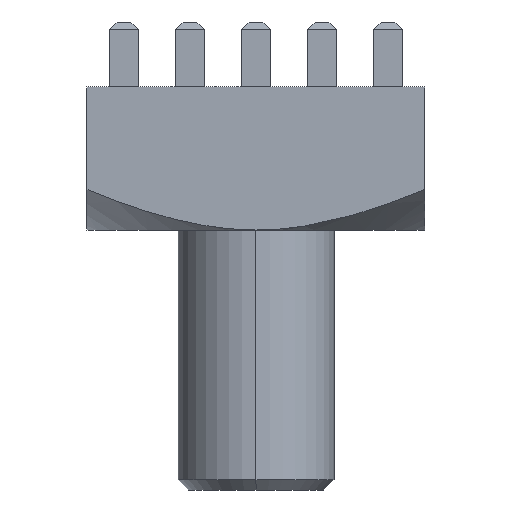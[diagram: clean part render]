
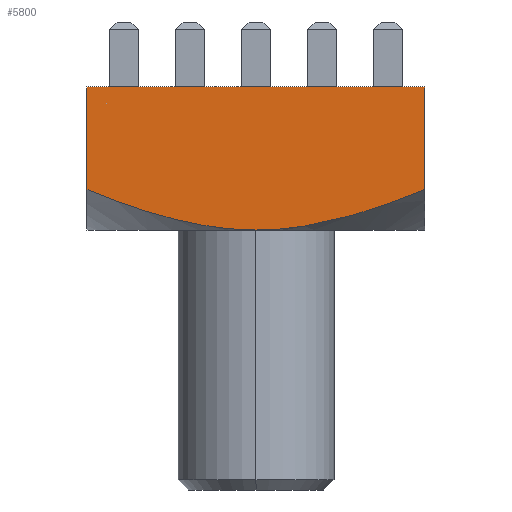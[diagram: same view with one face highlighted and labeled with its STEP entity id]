
A CAD part, left-side view. The second image highlights one B-rep face of the part: STEP entity #5800.
In plain terms, the highlighted planar face has unit normal (-1, 0, 0).
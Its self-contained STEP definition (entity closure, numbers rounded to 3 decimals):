
#1660 = CARTESIAN_POINT ( 'NONE',  ( -6.5, -6.5, 5.5 ) ) ;
#1675 = FACE_OUTER_BOUND ( 'NONE', #4899, .T. ) ;
#1677 = PLANE ( 'NONE',  #6423 ) ;
#1682 = DIRECTION ( 'NONE',  ( 1., 0., 0. ) ) ;
#1684 = DIRECTION ( 'NONE',  ( 0., 0., -1. ) ) ;
#2229 = VERTEX_POINT ( 'NONE', #6272 ) ;
#2237 = VERTEX_POINT ( 'NONE', #6280 ) ;
#2238 = VERTEX_POINT ( 'NONE', #6281 ) ;
#2239 = VERTEX_POINT ( 'NONE', #6282 ) ;
#2242 = VERTEX_POINT ( 'NONE', #6285 ) ;
#2326 = EDGE_CURVE ( 'NONE', #2229, #2242, #4809, .T. ) ;
#2327 = EDGE_CURVE ( 'NONE', #2239, #2242, #6385, .T. ) ;
#2328 = EDGE_CURVE ( 'NONE', #2239, #2237, #6376, .T. ) ;
#2329 = EDGE_CURVE ( 'NONE', #2238, #2229, #4810, .T. ) ;
#2332 = EDGE_CURVE ( 'NONE', #2237, #2238, #5849, .T. ) ;
#3317 = ORIENTED_EDGE ( 'NONE', *, *, #2332, .F. ) ;
#3324 = ORIENTED_EDGE ( 'NONE', *, *, #2329, .F. ) ;
#3354 = ORIENTED_EDGE ( 'NONE', *, *, #2326, .F. ) ;
#3355 = ORIENTED_EDGE ( 'NONE', *, *, #2327, .T. ) ;
#3356 = ORIENTED_EDGE ( 'NONE', *, *, #2328, .F. ) ;
#3366 = VECTOR ( 'NONE', #5852, 1000. ) ;
#3692 = VECTOR ( 'NONE', #6393, 1000. ) ;
#3694 = VECTOR ( 'NONE', #5832, 1000. ) ;
#4809 = B_SPLINE_CURVE_WITH_KNOTS ( 'NONE', 3,
 ( #6380, #6381, #6386, #6387, #6388, #6389, #6390, #6391 ),
 .UNSPECIFIED., .F., .F.,
 ( 4, 2, 2, 4 ),
 ( 0.014, 0.017, 0.019, 0.021 ),
 .UNSPECIFIED. ) ;
#4810 = B_SPLINE_CURVE_WITH_KNOTS ( 'NONE', 3,
 ( #5618, #5835, #5836, #5837, #5838, #5839, #5840, #5841, #5842, #5843 ),
 .UNSPECIFIED., .F., .F.,
 ( 4, 2, 2, 2, 4 ),
 ( 0.007, 0.01, 0.012, 0.013, 0.014 ),
 .UNSPECIFIED. ) ;
#4899 = EDGE_LOOP ( 'NONE', ( #3324, #3317, #3356, #3355, #3354 ) ) ;
#5618 = CARTESIAN_POINT ( 'NONE',  ( -6.5, -6.5, 1.554 ) ) ;
#5800 = ADVANCED_FACE ( 'NONE', ( #1675 ), #1677, .F. ) ;
#5832 = DIRECTION ( 'NONE',  ( 0., -1., 0. ) ) ;
#5835 = CARTESIAN_POINT ( 'NONE',  ( -6.5, -5.462, 1.131 ) ) ;
#5836 = CARTESIAN_POINT ( 'NONE',  ( -6.5, -4.401, 0.745 ) ) ;
#5837 = CARTESIAN_POINT ( 'NONE',  ( -6.5, -2.78, 0.319 ) ) ;
#5838 = CARTESIAN_POINT ( 'NONE',  ( -6.5, -2.234, 0.203 ) ) ;
#5839 = CARTESIAN_POINT ( 'NONE',  ( -6.5, -1.404, 0.083 ) ) ;
#5840 = CARTESIAN_POINT ( 'NONE',  ( -6.5, -1.125, 0.052 ) ) ;
#5841 = CARTESIAN_POINT ( 'NONE',  ( -6.5, -0.563, 0.011 ) ) ;
#5842 = CARTESIAN_POINT ( 'NONE',  ( -6.5, -0.28, 0. ) ) ;
#5843 = CARTESIAN_POINT ( 'NONE',  ( -6.5, 0., 0. ) ) ;
#5849 = LINE ( 'NONE', #5851, #3366 ) ;
#5851 = CARTESIAN_POINT ( 'NONE',  ( -6.5, -6.5, 5.5 ) ) ;
#5852 = DIRECTION ( 'NONE',  ( 0., 0., -1. ) ) ;
#6272 = CARTESIAN_POINT ( 'NONE',  ( -6.5, 0., 0. ) ) ;
#6280 = CARTESIAN_POINT ( 'NONE',  ( -6.5, -6.5, 5.5 ) ) ;
#6281 = CARTESIAN_POINT ( 'NONE',  ( -6.5, -6.5, 1.554 ) ) ;
#6282 = CARTESIAN_POINT ( 'NONE',  ( -6.5, 6.5, 5.5 ) ) ;
#6285 = CARTESIAN_POINT ( 'NONE',  ( -6.5, 6.5, 1.554 ) ) ;
#6376 = LINE ( 'NONE', #6394, #3694 ) ;
#6380 = CARTESIAN_POINT ( 'NONE',  ( -6.5, 0., 0. ) ) ;
#6381 = CARTESIAN_POINT ( 'NONE',  ( -6.5, 1.129, 0. ) ) ;
#6385 = LINE ( 'NONE', #6392, #3692 ) ;
#6386 = CARTESIAN_POINT ( 'NONE',  ( -6.5, 2.229, 0.175 ) ) ;
#6387 = CARTESIAN_POINT ( 'NONE',  ( -6.5, 3.853, 0.601 ) ) ;
#6388 = CARTESIAN_POINT ( 'NONE',  ( -6.5, 4.391, 0.77 ) ) ;
#6389 = CARTESIAN_POINT ( 'NONE',  ( -6.5, 5.456, 1.141 ) ) ;
#6390 = CARTESIAN_POINT ( 'NONE',  ( -6.5, 5.981, 1.342 ) ) ;
#6391 = CARTESIAN_POINT ( 'NONE',  ( -6.5, 6.5, 1.554 ) ) ;
#6392 = CARTESIAN_POINT ( 'NONE',  ( -6.5, 6.5, 5.5 ) ) ;
#6393 = DIRECTION ( 'NONE',  ( 0., 0., -1. ) ) ;
#6394 = CARTESIAN_POINT ( 'NONE',  ( -6.5, -6.5, 5.5 ) ) ;
#6423 = AXIS2_PLACEMENT_3D ( 'NONE', #1660, #1682, #1684 ) ;
